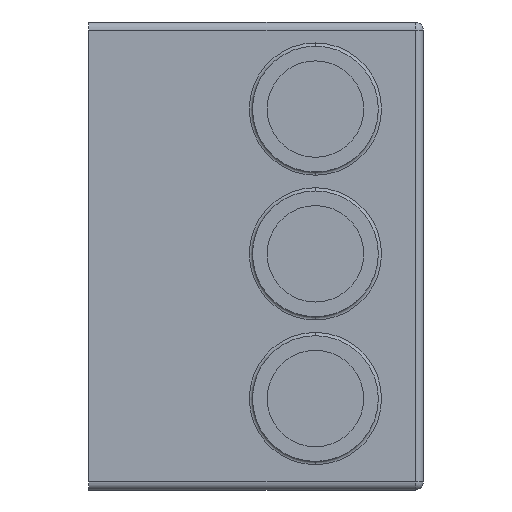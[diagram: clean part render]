
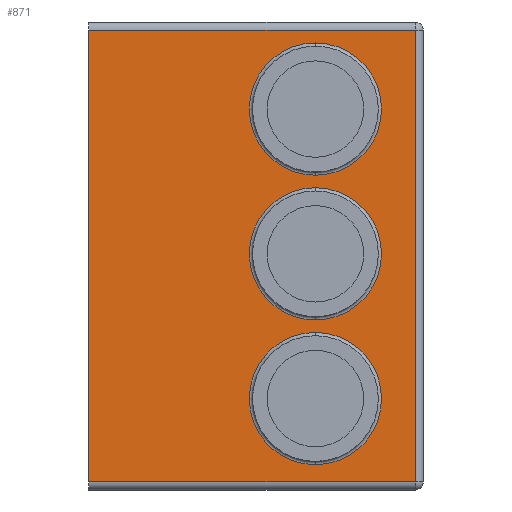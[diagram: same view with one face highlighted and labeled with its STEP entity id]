
A CAD part, left-side view. The second image highlights one B-rep face of the part: STEP entity #871.
In plain terms, the highlighted planar face has unit normal (-1, 0, 0).
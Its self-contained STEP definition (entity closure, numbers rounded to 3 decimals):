
#3 = EDGE_LOOP ( 'NONE', ( #406, #957 ) ) ;
#38 = AXIS2_PLACEMENT_3D ( 'NONE', #852, #1539, #1854 ) ;
#48 = CARTESIAN_POINT ( 'NONE',  ( -258., -103., -275. ) ) ;
#66 = ORIENTED_EDGE ( 'NONE', *, *, #1507, .T. ) ;
#82 = EDGE_CURVE ( 'NONE', #678, #1142, #587, .T. ) ;
#90 = DIRECTION ( 'NONE',  ( 1., 0., 0. ) ) ;
#122 = VECTOR ( 'NONE', #967, 1000. ) ;
#146 = FACE_BOUND ( 'NONE', #1686, .T. ) ;
#148 = EDGE_LOOP ( 'NONE', ( #222, #420 ) ) ;
#154 = VERTEX_POINT ( 'NONE', #1523 ) ;
#185 = CARTESIAN_POINT ( 'NONE',  ( -258., 100., -278. ) ) ;
#222 = ORIENTED_EDGE ( 'NONE', *, *, #680, .T. ) ;
#240 = CARTESIAN_POINT ( 'NONE',  ( -258., 100., 3. ) ) ;
#250 = ORIENTED_EDGE ( 'NONE', *, *, #765, .T. ) ;
#260 = DIRECTION ( 'NONE',  ( 0., 0., 1. ) ) ;
#269 = LINE ( 'NONE', #240, #884 ) ;
#294 = FACE_BOUND ( 'NONE', #148, .T. ) ;
#313 = DIRECTION ( 'NONE',  ( 0., 0., 1. ) ) ;
#320 = CARTESIAN_POINT ( 'NONE',  ( -258., 100., 3. ) ) ;
#355 = DIRECTION ( 'NONE',  ( 1., 0., 0. ) ) ;
#372 = AXIS2_PLACEMENT_3D ( 'NONE', #1096, #90, #377 ) ;
#377 = DIRECTION ( 'NONE',  ( 0., 0., 1. ) ) ;
#406 = ORIENTED_EDGE ( 'NONE', *, *, #897, .T. ) ;
#420 = ORIENTED_EDGE ( 'NONE', *, *, #1483, .T. ) ;
#434 = CIRCLE ( 'NONE', #732, 41.114 ) ;
#462 = CIRCLE ( 'NONE', #1207, 41.114 ) ;
#473 = PLANE ( 'NONE',  #1059 ) ;
#476 = CARTESIAN_POINT ( 'NONE',  ( -258., -40.941, -136.142 ) ) ;
#494 = DIRECTION ( 'NONE',  ( 0., -1., 0. ) ) ;
#495 = EDGE_LOOP ( 'NONE', ( #1563, #1050, #512, #250 ) ) ;
#512 = ORIENTED_EDGE ( 'NONE', *, *, #82, .T. ) ;
#519 = CARTESIAN_POINT ( 'NONE',  ( -258., -40.941, -226.142 ) ) ;
#531 = CARTESIAN_POINT ( 'NONE',  ( -258., 100., -275. ) ) ;
#587 = LINE ( 'NONE', #48, #1457 ) ;
#607 = VERTEX_POINT ( 'NONE', #1468 ) ;
#623 = VERTEX_POINT ( 'NONE', #772 ) ;
#638 = AXIS2_PLACEMENT_3D ( 'NONE', #519, #911, #946 ) ;
#677 = EDGE_CURVE ( 'NONE', #1670, #1259, #1408, .T. ) ;
#678 = VERTEX_POINT ( 'NONE', #1417 ) ;
#680 = EDGE_CURVE ( 'NONE', #1360, #780, #1423, .T. ) ;
#717 = DIRECTION ( 'NONE',  ( -1., 0., 0. ) ) ;
#731 = CARTESIAN_POINT ( 'NONE',  ( -258., -40.941, -46.142 ) ) ;
#732 = AXIS2_PLACEMENT_3D ( 'NONE', #476, #355, #792 ) ;
#765 = EDGE_CURVE ( 'NONE', #1142, #1259, #269, .T. ) ;
#772 = CARTESIAN_POINT ( 'NONE',  ( -258., -40.941, -5.029 ) ) ;
#780 = VERTEX_POINT ( 'NONE', #844 ) ;
#792 = DIRECTION ( 'NONE',  ( 0., 0., 1. ) ) ;
#844 = CARTESIAN_POINT ( 'NONE',  ( -258., -40.941, -177.256 ) ) ;
#852 = CARTESIAN_POINT ( 'NONE',  ( -258., -40.941, -46.142 ) ) ;
#864 = CARTESIAN_POINT ( 'NONE',  ( -258., -40.941, -95.029 ) ) ;
#867 = CARTESIAN_POINT ( 'NONE',  ( -258., -100., -275. ) ) ;
#871 = ADVANCED_FACE ( 'NONE', ( #1598, #294, #146, #1314 ), #473, .T. ) ;
#884 = VECTOR ( 'NONE', #1709, 1000. ) ;
#891 = ORIENTED_EDGE ( 'NONE', *, *, #1082, .T. ) ;
#897 = EDGE_CURVE ( 'NONE', #623, #607, #462, .T. ) ;
#911 = DIRECTION ( 'NONE',  ( 1., 0., 0. ) ) ;
#946 = DIRECTION ( 'NONE',  ( 0., 0., 1. ) ) ;
#957 = ORIENTED_EDGE ( 'NONE', *, *, #1175, .T. ) ;
#967 = DIRECTION ( 'NONE',  ( 0., 0., 1. ) ) ;
#972 = VECTOR ( 'NONE', #494, 1000. ) ;
#1044 = CARTESIAN_POINT ( 'NONE',  ( -258., -40.941, -267.256 ) ) ;
#1050 = ORIENTED_EDGE ( 'NONE', *, *, #1446, .T. ) ;
#1059 = AXIS2_PLACEMENT_3D ( 'NONE', #867, #717, #1452 ) ;
#1082 = EDGE_CURVE ( 'NONE', #154, #1341, #1827, .T. ) ;
#1096 = CARTESIAN_POINT ( 'NONE',  ( -258., -40.941, -226.142 ) ) ;
#1120 = CIRCLE ( 'NONE', #38, 41.114 ) ;
#1142 = VERTEX_POINT ( 'NONE', #1550 ) ;
#1155 = DIRECTION ( 'NONE',  ( 1., 0., 0. ) ) ;
#1175 = EDGE_CURVE ( 'NONE', #607, #623, #1120, .T. ) ;
#1184 = CIRCLE ( 'NONE', #372, 41.114 ) ;
#1188 = AXIS2_PLACEMENT_3D ( 'NONE', #1545, #1554, #260 ) ;
#1207 = AXIS2_PLACEMENT_3D ( 'NONE', #731, #1155, #313 ) ;
#1259 = VERTEX_POINT ( 'NONE', #320 ) ;
#1314 = FACE_OUTER_BOUND ( 'NONE', #495, .T. ) ;
#1341 = VERTEX_POINT ( 'NONE', #1044 ) ;
#1360 = VERTEX_POINT ( 'NONE', #864 ) ;
#1408 = LINE ( 'NONE', #531, #122 ) ;
#1417 = CARTESIAN_POINT ( 'NONE',  ( -258., -103., -278. ) ) ;
#1423 = CIRCLE ( 'NONE', #1188, 41.114 ) ;
#1446 = EDGE_CURVE ( 'NONE', #1670, #678, #1504, .T. ) ;
#1452 = DIRECTION ( 'NONE',  ( 0., 0., 1. ) ) ;
#1457 = VECTOR ( 'NONE', #1769, 1000. ) ;
#1468 = CARTESIAN_POINT ( 'NONE',  ( -258., -40.941, -87.256 ) ) ;
#1483 = EDGE_CURVE ( 'NONE', #780, #1360, #434, .T. ) ;
#1504 = LINE ( 'NONE', #1661, #972 ) ;
#1507 = EDGE_CURVE ( 'NONE', #1341, #154, #1184, .T. ) ;
#1523 = CARTESIAN_POINT ( 'NONE',  ( -258., -40.941, -185.029 ) ) ;
#1539 = DIRECTION ( 'NONE',  ( 1., 0., 0. ) ) ;
#1545 = CARTESIAN_POINT ( 'NONE',  ( -258., -40.941, -136.142 ) ) ;
#1550 = CARTESIAN_POINT ( 'NONE',  ( -258., -103., 3. ) ) ;
#1554 = DIRECTION ( 'NONE',  ( 1., 0., 0. ) ) ;
#1563 = ORIENTED_EDGE ( 'NONE', *, *, #677, .F. ) ;
#1598 = FACE_BOUND ( 'NONE', #3, .T. ) ;
#1661 = CARTESIAN_POINT ( 'NONE',  ( -258., -100., -278. ) ) ;
#1670 = VERTEX_POINT ( 'NONE', #185 ) ;
#1686 = EDGE_LOOP ( 'NONE', ( #891, #66 ) ) ;
#1709 = DIRECTION ( 'NONE',  ( 0., 1., 0. ) ) ;
#1769 = DIRECTION ( 'NONE',  ( 0., 0., 1. ) ) ;
#1827 = CIRCLE ( 'NONE', #638, 41.114 ) ;
#1854 = DIRECTION ( 'NONE',  ( 0., 0., 1. ) ) ;
